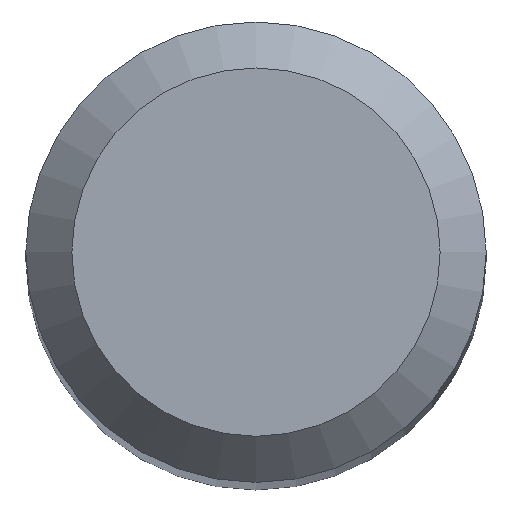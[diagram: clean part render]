
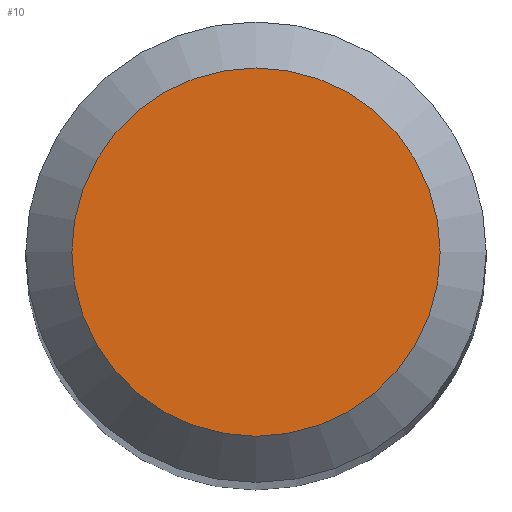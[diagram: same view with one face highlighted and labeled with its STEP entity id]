
A CAD part, top view. The second image highlights one B-rep face of the part: STEP entity #10.
In plain terms, the highlighted planar face has unit normal (0, 0, 1).
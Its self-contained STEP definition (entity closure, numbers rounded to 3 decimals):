
#6 = CARTESIAN_POINT ( 'NONE',  ( -1.2, 0., 38. ) ) ;
#10 = ADVANCED_FACE ( 'NONE', ( #86 ), #204, .F. ) ;
#11 = DIRECTION ( 'NONE',  ( -1., 0., 0. ) ) ;
#32 = AXIS2_PLACEMENT_3D ( 'NONE', #260, #285, #11 ) ;
#86 = FACE_OUTER_BOUND ( 'NONE', #197, .T. ) ;
#92 = CARTESIAN_POINT ( 'NONE',  ( 0., 0., 38. ) ) ;
#129 = VERTEX_POINT ( 'NONE', #6 ) ;
#135 = EDGE_CURVE ( 'NONE', #129, #129, #255, .T. ) ;
#197 = EDGE_LOOP ( 'NONE', ( #334 ) ) ;
#204 = PLANE ( 'NONE',  #327 ) ;
#232 = DIRECTION ( 'NONE',  ( 0., 0., -1. ) ) ;
#255 = CIRCLE ( 'NONE', #32, 1.2 ) ;
#260 = CARTESIAN_POINT ( 'NONE',  ( 0., 0., 38. ) ) ;
#285 = DIRECTION ( 'NONE',  ( 0., 0., -1. ) ) ;
#327 = AXIS2_PLACEMENT_3D ( 'NONE', #92, #232, #336 ) ;
#334 = ORIENTED_EDGE ( 'NONE', *, *, #135, .F. ) ;
#336 = DIRECTION ( 'NONE',  ( -1., 0., 0. ) ) ;
